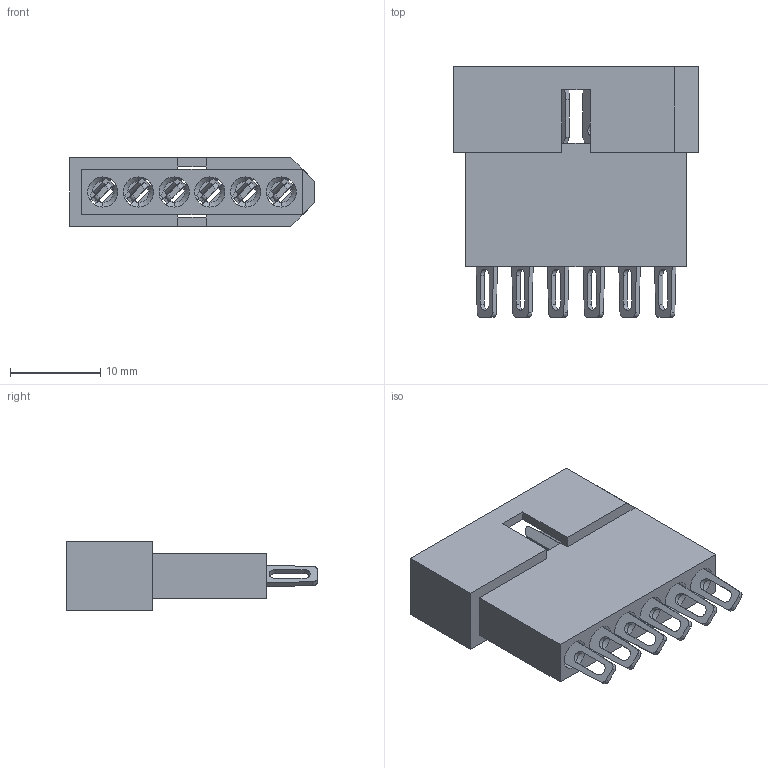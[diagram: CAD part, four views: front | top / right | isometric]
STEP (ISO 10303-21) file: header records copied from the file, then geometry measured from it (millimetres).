
FILE_DESCRIPTION (( 'STEP AP203' ), '1' );
FILE_NAME ('556-006-500-201.STEP', '2020-03-13T15:10:32', ( '' ), ( '' ), 'SwSTEP 2.0', 'SolidWorks 2016', '' );
FILE_SCHEMA (( 'CONFIG_CONTROL_DESIGN' ));
Length unit declared in the file: millimetre
Products named in the file (3): 516-292-001_500 Contact; 556-210-001_556-006-000-201; 556-006-500-201
Assembly tree (7 placements, depth 2):
  556-006-500-201
    556-210-001_556-006-000-201
    516-292-001_500 Contact  x6
Bounding box: 27.13 x 27.82 x 7.62 mm (x, y, z)
Volume: 1898.5 mm3; surface area: 4158 mm2
Topology: 7 solids, 7 shells, 641 faces, 1862 edges, 1232 vertices
Faces by surface type: plane 395, cylinder 198, bspline 36, cone 12
Entity records: 9366 total; most frequent: CARTESIAN_POINT 2036, ORIENTED_EDGE 1524, DIRECTION 1352, EDGE_CURVE 762, VERTEX_POINT 502, VECTOR 490, LINE 490, AXIS2_PLACEMENT_3D 431
